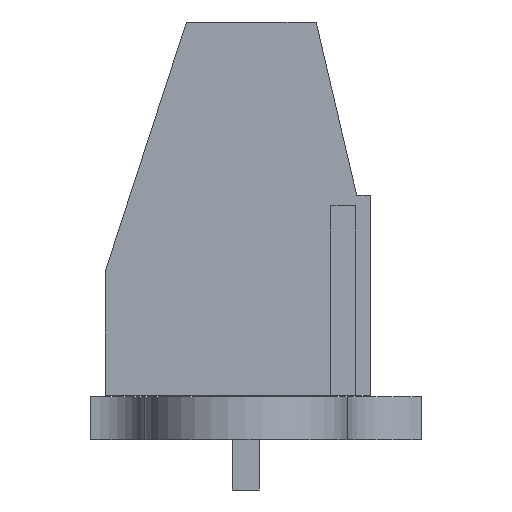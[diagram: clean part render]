
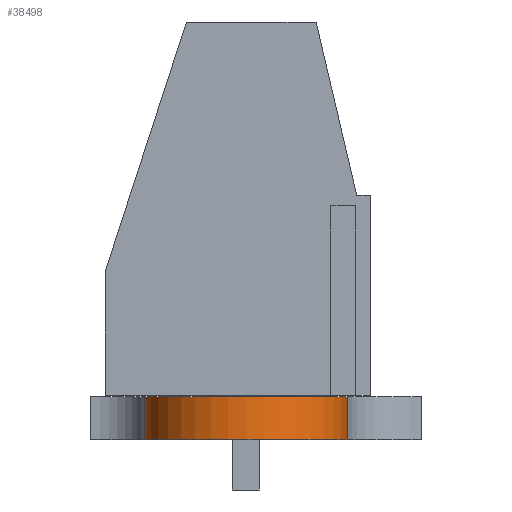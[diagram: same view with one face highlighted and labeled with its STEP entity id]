
A CAD part, left-side view. The second image highlights one B-rep face of the part: STEP entity #38498.
In plain terms, the highlighted cylindrical face has radius 3.75 mm (diameter 7.5 mm), a partial arc.
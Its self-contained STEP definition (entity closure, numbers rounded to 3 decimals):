
#36048 = PLANE('',#36049);
#36049 = AXIS2_PLACEMENT_3D('',#36050,#36051,#36052);
#36050 = CARTESIAN_POINT('',(120.125,-85.328,1.6));
#36051 = DIRECTION('',(0.,0.,1.));
#36052 = DIRECTION('',(1.,0.,0.));
#36102 = PLANE('',#36103);
#36103 = AXIS2_PLACEMENT_3D('',#36104,#36105,#36106);
#36104 = CARTESIAN_POINT('',(120.125,-85.328,0.));
#36105 = DIRECTION('',(0.,0.,1.));
#36106 = DIRECTION('',(1.,0.,0.));
#36157 = PLANE('',#36158);
#36158 = AXIS2_PLACEMENT_3D('',#36159,#36160,#36161);
#36159 = CARTESIAN_POINT('',(82.75,-88.75,0.));
#36160 = DIRECTION('',(0.,1.,0.));
#36161 = DIRECTION('',(1.,0.,0.));
#36442 = VERTEX_POINT('',#36443);
#36443 = CARTESIAN_POINT('',(82.75,-81.25,0.));
#36457 = PLANE('',#36458);
#36458 = AXIS2_PLACEMENT_3D('',#36459,#36460,#36461);
#36459 = CARTESIAN_POINT('',(84.25,-81.25,0.));
#36460 = DIRECTION('',(0.,-1.,0.));
#36461 = DIRECTION('',(-1.,0.,0.));
#36469 = EDGE_CURVE('',#36442,#36470,#36472,.T.);
#36470 = VERTEX_POINT('',#36471);
#36471 = CARTESIAN_POINT('',(82.75,-88.75,0.));
#36472 = SURFACE_CURVE('',#36473,(#36478,#36485),.PCURVE_S1.);
#36473 = CIRCLE('',#36474,3.75);
#36474 = AXIS2_PLACEMENT_3D('',#36475,#36476,#36477);
#36475 = CARTESIAN_POINT('',(82.75,-85.,0.));
#36476 = DIRECTION('',(0.,0.,1.));
#36477 = DIRECTION('',(1.,0.,0.));
#36478 = PCURVE('',#36102,#36479);
#36479 = DEFINITIONAL_REPRESENTATION('',(#36480),#36484);
#36480 = CIRCLE('',#36481,3.75);
#36481 = AXIS2_PLACEMENT_2D('',#36482,#36483);
#36482 = CARTESIAN_POINT('',(-37.375,0.328));
#36483 = DIRECTION('',(1.,0.));
#36484 = ( GEOMETRIC_REPRESENTATION_CONTEXT(2) 
PARAMETRIC_REPRESENTATION_CONTEXT() REPRESENTATION_CONTEXT('2D SPACE',''
  ) );
#36485 = PCURVE('',#36486,#36491);
#36486 = CYLINDRICAL_SURFACE('',#36487,3.75);
#36487 = AXIS2_PLACEMENT_3D('',#36488,#36489,#36490);
#36488 = CARTESIAN_POINT('',(82.75,-85.,0.));
#36489 = DIRECTION('',(-0.,-0.,-1.));
#36490 = DIRECTION('',(1.,0.,0.));
#36491 = DEFINITIONAL_REPRESENTATION('',(#36492),#36496);
#36492 = LINE('',#36493,#36494);
#36493 = CARTESIAN_POINT('',(6.283,0.));
#36494 = VECTOR('',#36495,1.);
#36495 = DIRECTION('',(-1.,0.));
#36496 = ( GEOMETRIC_REPRESENTATION_CONTEXT(2) 
PARAMETRIC_REPRESENTATION_CONTEXT() REPRESENTATION_CONTEXT('2D SPACE',''
  ) );
#37597 = VERTEX_POINT('',#37598);
#37598 = CARTESIAN_POINT('',(82.75,-81.25,1.6));
#37619 = EDGE_CURVE('',#37597,#37620,#37622,.T.);
#37620 = VERTEX_POINT('',#37621);
#37621 = CARTESIAN_POINT('',(82.75,-88.75,1.6));
#37622 = SURFACE_CURVE('',#37623,(#37628,#37635),.PCURVE_S1.);
#37623 = CIRCLE('',#37624,3.75);
#37624 = AXIS2_PLACEMENT_3D('',#37625,#37626,#37627);
#37625 = CARTESIAN_POINT('',(82.75,-85.,1.6));
#37626 = DIRECTION('',(0.,0.,1.));
#37627 = DIRECTION('',(1.,0.,0.));
#37628 = PCURVE('',#36048,#37629);
#37629 = DEFINITIONAL_REPRESENTATION('',(#37630),#37634);
#37630 = CIRCLE('',#37631,3.75);
#37631 = AXIS2_PLACEMENT_2D('',#37632,#37633);
#37632 = CARTESIAN_POINT('',(-37.375,0.328));
#37633 = DIRECTION('',(1.,0.));
#37634 = ( GEOMETRIC_REPRESENTATION_CONTEXT(2) 
PARAMETRIC_REPRESENTATION_CONTEXT() REPRESENTATION_CONTEXT('2D SPACE',''
  ) );
#37635 = PCURVE('',#36486,#37636);
#37636 = DEFINITIONAL_REPRESENTATION('',(#37637),#37641);
#37637 = LINE('',#37638,#37639);
#37638 = CARTESIAN_POINT('',(6.283,-1.6));
#37639 = VECTOR('',#37640,1.);
#37640 = DIRECTION('',(-1.,0.));
#37641 = ( GEOMETRIC_REPRESENTATION_CONTEXT(2) 
PARAMETRIC_REPRESENTATION_CONTEXT() REPRESENTATION_CONTEXT('2D SPACE',''
  ) );
#38448 = EDGE_CURVE('',#36470,#37620,#38449,.T.);
#38449 = SURFACE_CURVE('',#38450,(#38454,#38461),.PCURVE_S1.);
#38450 = LINE('',#38451,#38452);
#38451 = CARTESIAN_POINT('',(82.75,-88.75,0.));
#38452 = VECTOR('',#38453,1.);
#38453 = DIRECTION('',(0.,0.,1.));
#38454 = PCURVE('',#36157,#38455);
#38455 = DEFINITIONAL_REPRESENTATION('',(#38456),#38460);
#38456 = LINE('',#38457,#38458);
#38457 = CARTESIAN_POINT('',(0.,0.));
#38458 = VECTOR('',#38459,1.);
#38459 = DIRECTION('',(0.,-1.));
#38460 = ( GEOMETRIC_REPRESENTATION_CONTEXT(2) 
PARAMETRIC_REPRESENTATION_CONTEXT() REPRESENTATION_CONTEXT('2D SPACE',''
  ) );
#38461 = PCURVE('',#36486,#38462);
#38462 = DEFINITIONAL_REPRESENTATION('',(#38463),#38467);
#38463 = LINE('',#38464,#38465);
#38464 = CARTESIAN_POINT('',(1.571,0.));
#38465 = VECTOR('',#38466,1.);
#38466 = DIRECTION('',(-0.,-1.));
#38467 = ( GEOMETRIC_REPRESENTATION_CONTEXT(2) 
PARAMETRIC_REPRESENTATION_CONTEXT() REPRESENTATION_CONTEXT('2D SPACE',''
  ) );
#38498 = ADVANCED_FACE('',(#38499),#36486,.T.);
#38499 = FACE_BOUND('',#38500,.T.);
#38500 = EDGE_LOOP('',(#38501,#38502,#38503,#38504));
#38501 = ORIENTED_EDGE('',*,*,#36469,.T.);
#38502 = ORIENTED_EDGE('',*,*,#38448,.T.);
#38503 = ORIENTED_EDGE('',*,*,#37619,.F.);
#38504 = ORIENTED_EDGE('',*,*,#38505,.F.);
#38505 = EDGE_CURVE('',#36442,#37597,#38506,.T.);
#38506 = SURFACE_CURVE('',#38507,(#38511,#38518),.PCURVE_S1.);
#38507 = LINE('',#38508,#38509);
#38508 = CARTESIAN_POINT('',(82.75,-81.25,0.));
#38509 = VECTOR('',#38510,1.);
#38510 = DIRECTION('',(0.,0.,1.));
#38511 = PCURVE('',#36486,#38512);
#38512 = DEFINITIONAL_REPRESENTATION('',(#38513),#38517);
#38513 = LINE('',#38514,#38515);
#38514 = CARTESIAN_POINT('',(4.712,0.));
#38515 = VECTOR('',#38516,1.);
#38516 = DIRECTION('',(-0.,-1.));
#38517 = ( GEOMETRIC_REPRESENTATION_CONTEXT(2) 
PARAMETRIC_REPRESENTATION_CONTEXT() REPRESENTATION_CONTEXT('2D SPACE',''
  ) );
#38518 = PCURVE('',#36457,#38519);
#38519 = DEFINITIONAL_REPRESENTATION('',(#38520),#38524);
#38520 = LINE('',#38521,#38522);
#38521 = CARTESIAN_POINT('',(1.5,0.));
#38522 = VECTOR('',#38523,1.);
#38523 = DIRECTION('',(0.,-1.));
#38524 = ( GEOMETRIC_REPRESENTATION_CONTEXT(2) 
PARAMETRIC_REPRESENTATION_CONTEXT() REPRESENTATION_CONTEXT('2D SPACE',''
  ) );
